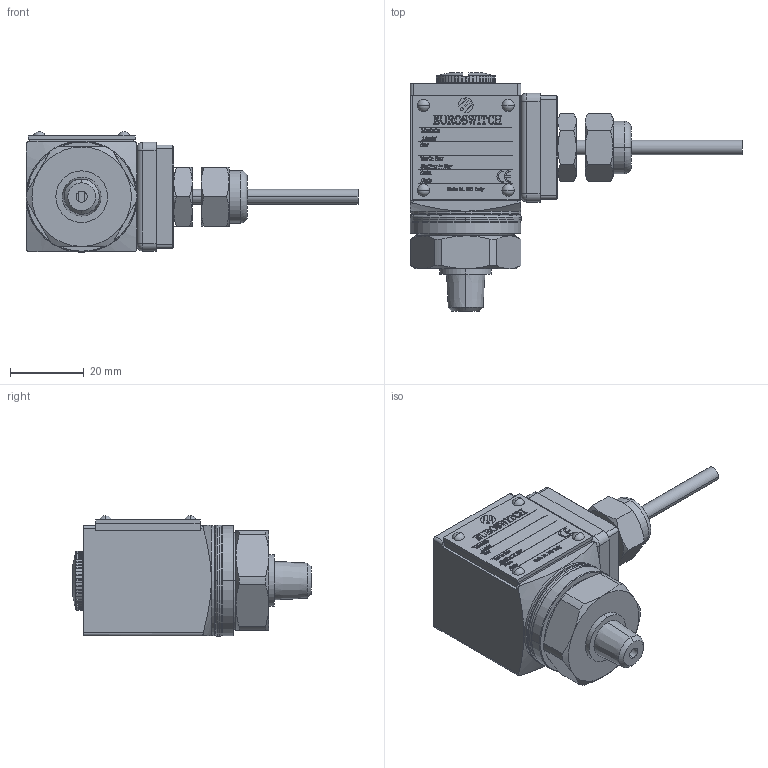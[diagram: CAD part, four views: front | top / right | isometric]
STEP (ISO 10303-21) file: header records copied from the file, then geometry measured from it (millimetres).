
FILE_DESCRIPTION (( 'STEP AP214' ), '1' );
FILE_NAME ('24C.STEP', '2020-02-07T15:48:27', ( '' ), ( '' ), 'SwSTEP 2.0', 'SolidWorks 2019', '' );
FILE_SCHEMA (( 'AUTOMOTIVE_DESIGN' ));
Length unit declared in the file: millimetre
Products named in the file (1): 24C
Bounding box: 90.11 x 64.65 x 32.76 mm (x, y, z)
Surface area: 14039 mm2 (no closed solid volume)
Topology: 0 solids, 27 shells, 819 faces, 3524 edges, 2625 vertices
Faces by surface type: plane 421, bspline 194, cylinder 112, cone 72, torus 12, sphere 8
Entity records: 61750 total; most frequent: CARTESIAN_POINT 27225, ORIENTED_EDGE 5073, DIRECTION 4092, EDGE_CURVE 3520, VERTEX_POINT 2625, VECTOR 2034, LINE 2034, B_SPLINE_CURVE_WITH_KNOTS 1083
